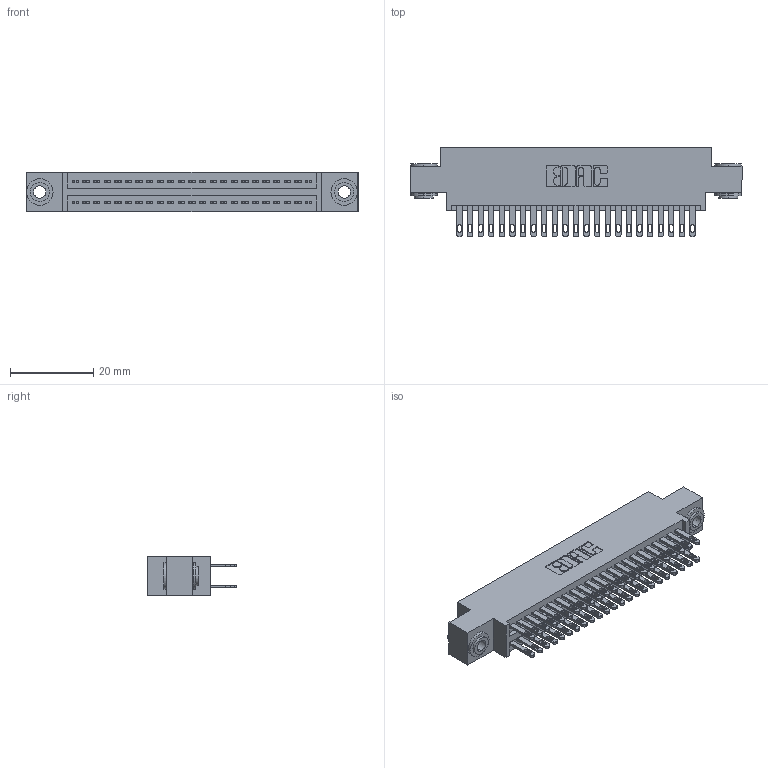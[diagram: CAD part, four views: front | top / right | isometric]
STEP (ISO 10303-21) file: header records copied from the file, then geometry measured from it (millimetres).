
FILE_DESCRIPTION (( 'STEP AP203' ), '1' );
FILE_NAME ('895-046-500-803.STEP', '2020-09-27T05:05:51', ( '' ), ( '' ), 'SwSTEP 2.0', 'SolidWorks 2020', '' );
FILE_SCHEMA (( 'CONFIG_CONTROL_DESIGN' ));
Length unit declared in the file: inch
Products named in the file (4): 895-046-500-803; 845 Part_0.170 Offset - 0.156 Dia-TH; 345-292-001_345-293-100; 345-250-002_345-250-002-102
Assembly tree (49 placements, depth 2):
  895-046-500-803
    845 Part_0.170 Offset - 0.156 Dia-TH
    345-292-001_345-293-100  x46
    345-250-002_345-250-002-102  x2
Bounding box: 79.63 x 21.51 x 9.4 mm (x, y, z)
Volume: 7605.5 mm3; surface area: 11691.7 mm2
Topology: 49 solids, 49 shells, 2284 faces, 6915 edges, 4606 vertices
Faces by surface type: plane 1336, cylinder 940, cone 8
Entity records: 21316 total; most frequent: CARTESIAN_POINT 3567, ORIENTED_EDGE 3494, DIRECTION 3201, EDGE_CURVE 1747, VECTOR 1495, LINE 1495, VERTEX_POINT 1162, AXIS2_PLACEMENT_3D 853
